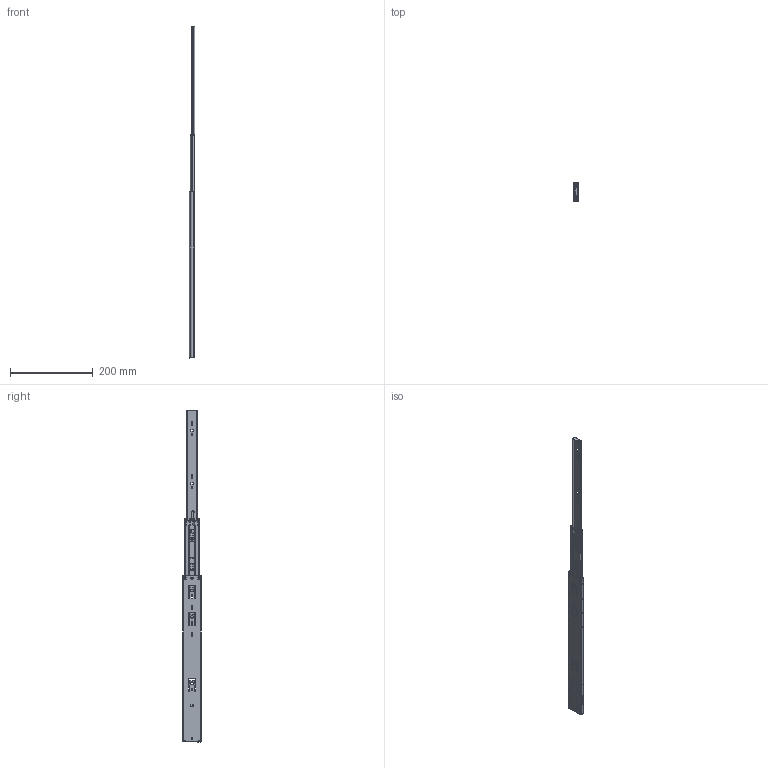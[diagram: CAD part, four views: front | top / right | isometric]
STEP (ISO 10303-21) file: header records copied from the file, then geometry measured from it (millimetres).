
FILE_DESCRIPTION (( 'STEP AP214' ), '1' );
FILE_NAME ('45#毀粟16渡open.STEP', '2024-10-10T08:27:56', ( '' ), ( '' ), 'SwSTEP 2.0', 'SolidWorks 2016', '' );
FILE_SCHEMA (( 'AUTOMOTIVE_DESIGN' ));
Length unit declared in the file: millimetre
Products named in the file (13): 45#等遣喳笢寢16渡; 45癹弇坶; 毀粟2; 詩紩4.72; 45中轨胶塞; 紩沭142.5; 45紩殤16渡; 毀粟1; 45#毀粟16渡open; 45#等遣喳俋寢16渡; 毀粟; 45#等遣喳囀寢16渡; 囀寢蝶諶
Assembly tree (50 placements, depth 3):
  45#毀粟16渡open
    45#等遣喳俋寢16渡
    45#等遣喳笢寢16渡
    45#等遣喳囀寢16渡
    45紩殤16渡
    詩紩4.72  x38
    紩沭142.5  x2
    毀粟
      毀粟1
      毀粟2
    45中轨胶塞
    45癹弇坶
    囀寢蝶諶
Bounding box: 13.28 x 45.47 x 801.21 mm (x, y, z)
Volume: 92465.9 mm3; surface area: 159060.6 mm2
Topology: 53 solids, 53 shells, 3669 faces, 10171 edges, 6357 vertices
Faces by surface type: plane 1376, cylinder 959, bspline 803, sphere 248, torus 216, cone 67
Entity records: 117505 total; most frequent: CARTESIAN_POINT 38367, ORIENTED_EDGE 18066, DIRECTION 13936, EDGE_CURVE 9033, VERTEX_POINT 5749, VECTOR 4664, LINE 4664, AXIS2_PLACEMENT_3D 4636
